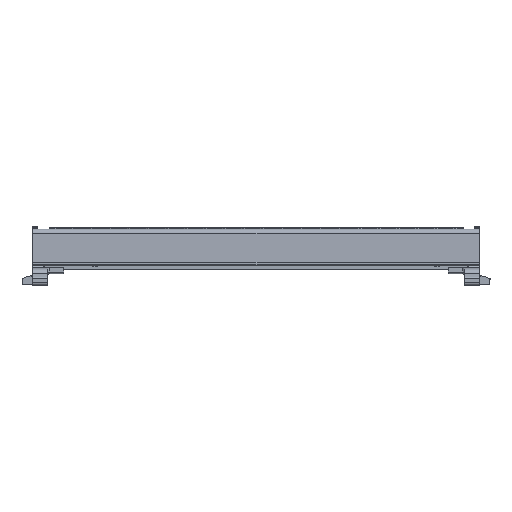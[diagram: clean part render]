
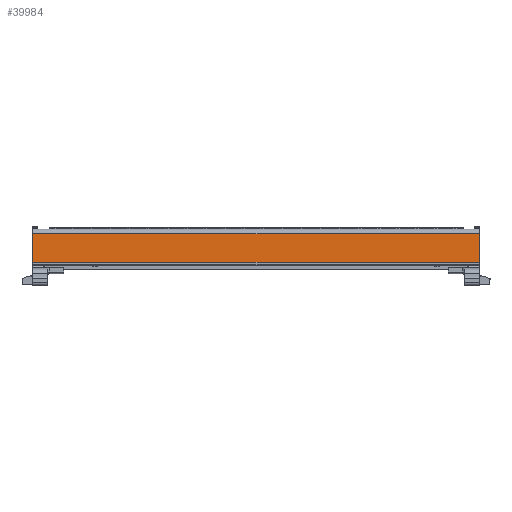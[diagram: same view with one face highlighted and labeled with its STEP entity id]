
A CAD part, top view. The second image highlights one B-rep face of the part: STEP entity #39984.
In plain terms, the highlighted planar face has unit normal (0, 0.018, 1).
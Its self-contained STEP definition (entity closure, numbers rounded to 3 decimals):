
#177 = CARTESIAN_POINT ( 'NONE',  ( -248.853, 51.376, 47.421 ) ) ;
#460 = EDGE_LOOP ( 'NONE', ( #20515, #20500, #20468, #20487 ) ) ;
#5592 = VECTOR ( 'NONE', #37082, 1000. ) ;
#7463 = VERTEX_POINT ( 'NONE', #18840 ) ;
#7491 = VERTEX_POINT ( 'NONE', #18833 ) ;
#7498 = VERTEX_POINT ( 'NONE', #177 ) ;
#7507 = VERTEX_POINT ( 'NONE', #14648 ) ;
#9130 = DIRECTION ( 'NONE',  ( -1., 0., 0. ) ) ;
#9147 = CARTESIAN_POINT ( 'NONE',  ( -150.853, 71.265, 47.074 ) ) ;
#9155 = LINE ( 'NONE', #9147, #21566 ) ;
#14648 = CARTESIAN_POINT ( 'NONE',  ( -248.853, 71.265, 47.074 ) ) ;
#18833 = CARTESIAN_POINT ( 'NONE',  ( 44.947, 51.376, 47.421 ) ) ;
#18840 = CARTESIAN_POINT ( 'NONE',  ( 44.947, 71.265, 47.074 ) ) ;
#20468 = ORIENTED_EDGE ( 'NONE', *, *, #34634, .T. ) ;
#20487 = ORIENTED_EDGE ( 'NONE', *, *, #40385, .F. ) ;
#20500 = ORIENTED_EDGE ( 'NONE', *, *, #40305, .T. ) ;
#20515 = ORIENTED_EDGE ( 'NONE', *, *, #41690, .F. ) ;
#21566 = VECTOR ( 'NONE', #9130, 1000. ) ;
#25704 = AXIS2_PLACEMENT_3D ( 'NONE', #46754, #46700, #46669 ) ;
#29051 = VECTOR ( 'NONE', #46893, 1000. ) ;
#29319 = VECTOR ( 'NONE', #47395, 1000. ) ;
#34634 = EDGE_CURVE ( 'NONE', #7463, #7507, #9155, .T. ) ;
#37039 = CARTESIAN_POINT ( 'NONE',  ( -150.853, 51.376, 47.421 ) ) ;
#37073 = LINE ( 'NONE', #37039, #5592 ) ;
#37082 = DIRECTION ( 'NONE',  ( -1., 0., 0. ) ) ;
#39984 = ADVANCED_FACE ( 'NONE', ( #46717 ), #46665, .T. ) ;
#40305 = EDGE_CURVE ( 'NONE', #7491, #7463, #46774, .T. ) ;
#40385 = EDGE_CURVE ( 'NONE', #7498, #7507, #47393, .T. ) ;
#41690 = EDGE_CURVE ( 'NONE', #7491, #7498, #37073, .T. ) ;
#46665 = PLANE ( 'NONE',  #25704 ) ;
#46669 = DIRECTION ( 'NONE',  ( 0., -1., 0.017 ) ) ;
#46700 = DIRECTION ( 'NONE',  ( 0., 0.017, 1. ) ) ;
#46717 = FACE_OUTER_BOUND ( 'NONE', #460, .T. ) ;
#46754 = CARTESIAN_POINT ( 'NONE',  ( -150.853, 62.902, 47.22 ) ) ;
#46774 = LINE ( 'NONE', #46814, #29051 ) ;
#46814 = CARTESIAN_POINT ( 'NONE',  ( 44.947, 62.902, 47.22 ) ) ;
#46893 = DIRECTION ( 'NONE',  ( 0., 1., -0.017 ) ) ;
#47311 = CARTESIAN_POINT ( 'NONE',  ( -248.853, 62.902, 47.22 ) ) ;
#47393 = LINE ( 'NONE', #47311, #29319 ) ;
#47395 = DIRECTION ( 'NONE',  ( 0., 1., -0.017 ) ) ;
